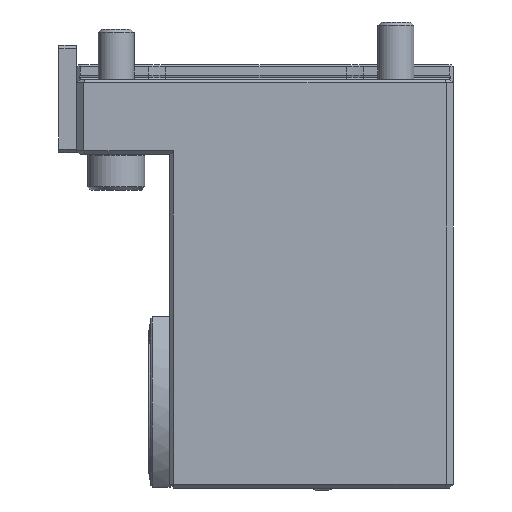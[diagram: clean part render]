
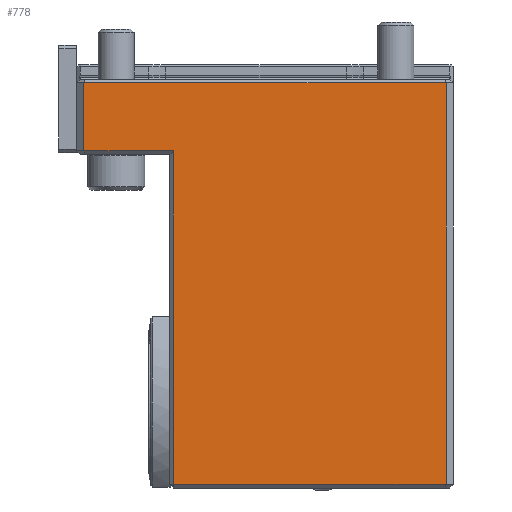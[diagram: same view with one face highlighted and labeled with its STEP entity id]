
A CAD part, front view. The second image highlights one B-rep face of the part: STEP entity #778.
In plain terms, the highlighted planar face has unit normal (0, -1, 0).
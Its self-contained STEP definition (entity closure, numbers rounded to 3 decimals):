
#149=LINE('',#4446,#354);
#166=LINE('',#4480,#371);
#167=LINE('',#4482,#372);
#168=LINE('',#4484,#373);
#169=LINE('',#4486,#374);
#170=LINE('',#4488,#375);
#354=VECTOR('',#3365,1.);
#371=VECTOR('',#3398,1.);
#372=VECTOR('',#3399,1.);
#373=VECTOR('',#3400,1.);
#374=VECTOR('',#3401,1.);
#375=VECTOR('',#3402,1.);
#778=ADVANCED_FACE('',(#1065),#951,.T.);
#951=PLANE('',#2957);
#1065=FACE_OUTER_BOUND('',#1189,.T.);
#1189=EDGE_LOOP('',(#1605,#1606,#1607,#1608,#1609,#1610));
#1605=ORIENTED_EDGE('',*,*,#2493,.T.);
#1606=ORIENTED_EDGE('',*,*,#2510,.T.);
#1607=ORIENTED_EDGE('',*,*,#2511,.T.);
#1608=ORIENTED_EDGE('',*,*,#2512,.T.);
#1609=ORIENTED_EDGE('',*,*,#2513,.T.);
#1610=ORIENTED_EDGE('',*,*,#2514,.T.);
#2211=VERTEX_POINT('',#4445);
#2212=VERTEX_POINT('',#4447);
#2221=VERTEX_POINT('',#4481);
#2222=VERTEX_POINT('',#4483);
#2223=VERTEX_POINT('',#4485);
#2224=VERTEX_POINT('',#4487);
#2493=EDGE_CURVE('',#2212,#2211,#149,.T.);
#2510=EDGE_CURVE('',#2211,#2221,#166,.T.);
#2511=EDGE_CURVE('',#2221,#2222,#167,.T.);
#2512=EDGE_CURVE('',#2222,#2223,#168,.T.);
#2513=EDGE_CURVE('',#2223,#2224,#169,.T.);
#2514=EDGE_CURVE('',#2224,#2212,#170,.T.);
#2957=AXIS2_PLACEMENT_3D('',#4489,#3403,#3404);
#3365=DIRECTION('',(0.,0.,1.));
#3398=DIRECTION('',(-1.,0.,0.));
#3399=DIRECTION('',(0.,0.,-1.));
#3400=DIRECTION('',(1.,0.,0.));
#3401=DIRECTION('',(0.,0.,-1.));
#3402=DIRECTION('',(1.,0.,0.));
#3403=DIRECTION('',(0.,-1.,0.));
#3404=DIRECTION('',(-1.,0.,0.));
#4445=CARTESIAN_POINT('',(103.,-46.,-1.));
#4446=CARTESIAN_POINT('',(103.,-46.,-114.));
#4447=CARTESIAN_POINT('',(103.,-46.,-113.));
#4480=CARTESIAN_POINT('',(-6.,-46.,-1.));
#4481=CARTESIAN_POINT('',(2.,-46.,-1.));
#4482=CARTESIAN_POINT('',(2.,-46.,-21.));
#4483=CARTESIAN_POINT('',(2.,-46.,-20.));
#4484=CARTESIAN_POINT('',(26.,-46.,-20.));
#4485=CARTESIAN_POINT('',(27.,-46.,-20.));
#4486=CARTESIAN_POINT('',(27.,-46.,-114.));
#4487=CARTESIAN_POINT('',(27.,-46.,-113.));
#4488=CARTESIAN_POINT('',(-6.,-46.,-113.));
#4489=CARTESIAN_POINT('',(-6.,-46.,-114.));
